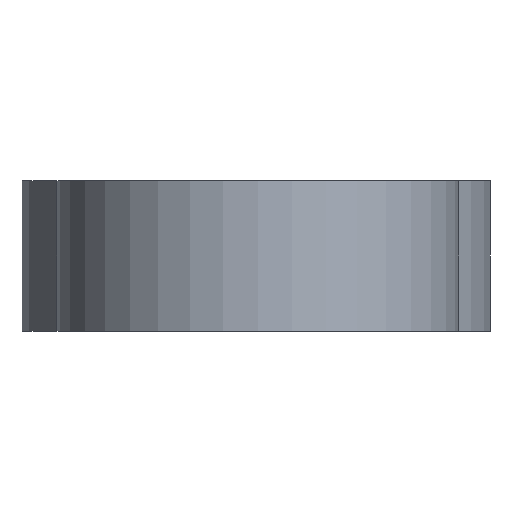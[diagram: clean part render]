
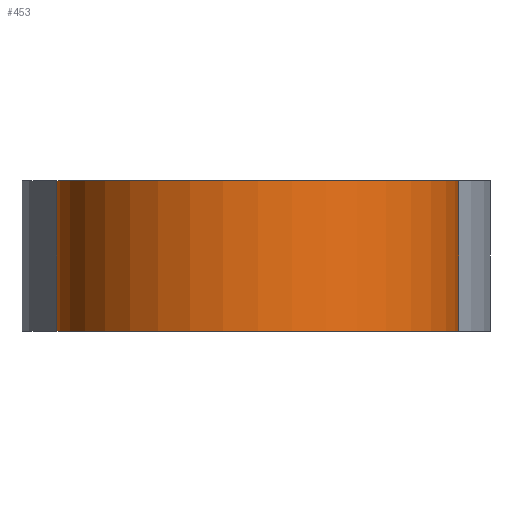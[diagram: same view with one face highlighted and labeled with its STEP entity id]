
A CAD part, front view. The second image highlights one B-rep face of the part: STEP entity #453.
In plain terms, the highlighted cylindrical face has radius 5.35 mm (diameter 10.7 mm), a partial arc.
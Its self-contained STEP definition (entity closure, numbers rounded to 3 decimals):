
#12=CIRCLE('',#491,5.35);
#13=CIRCLE('',#492,5.35);
#22=CYLINDRICAL_SURFACE('',#490,5.35);
#31=ORIENTED_EDGE('',*,*,#163,.T.);
#32=ORIENTED_EDGE('',*,*,#164,.F.);
#33=ORIENTED_EDGE('',*,*,#165,.F.);
#34=ORIENTED_EDGE('',*,*,#160,.T.);
#160=EDGE_CURVE('',#227,#225,#270,.T.);
#163=EDGE_CURVE('',#225,#229,#12,.T.);
#164=EDGE_CURVE('',#230,#229,#273,.T.);
#165=EDGE_CURVE('',#227,#230,#13,.T.);
#225=VERTEX_POINT('',#652);
#227=VERTEX_POINT('',#655);
#229=VERTEX_POINT('',#661);
#230=VERTEX_POINT('',#663);
#270=LINE('',#654,#326);
#273=LINE('',#662,#329);
#326=VECTOR('',#528,1000.);
#329=VECTOR('',#535,1000.);
#382=EDGE_LOOP('',(#31,#32,#33,#34));
#408=FACE_BOUND('',#382,.T.);
#453=ADVANCED_FACE('',(#408),#22,.T.);
#490=AXIS2_PLACEMENT_3D('',#659,#531,#532);
#491=AXIS2_PLACEMENT_3D('',#660,#533,#534);
#492=AXIS2_PLACEMENT_3D('',#664,#536,#537);
#528=DIRECTION('',(0.,0.,-1.));
#531=DIRECTION('',(0.,0.,-1.));
#532=DIRECTION('',(-1.,0.,0.));
#533=DIRECTION('',(0.,0.,1.));
#534=DIRECTION('',(1.,0.,0.));
#535=DIRECTION('',(0.,0.,-1.));
#536=DIRECTION('',(0.,0.,1.));
#537=DIRECTION('',(1.,0.,0.));
#652=CARTESIAN_POINT('',(-2.8,-29.398,0.));
#654=CARTESIAN_POINT('',(-2.8,-29.398,4.));
#655=CARTESIAN_POINT('',(-2.8,-29.398,4.));
#659=CARTESIAN_POINT('',(0.,-33.957,4.));
#660=CARTESIAN_POINT('',(0.,-33.957,0.));
#661=CARTESIAN_POINT('',(2.8,-29.398,0.));
#662=CARTESIAN_POINT('',(2.8,-29.398,4.));
#663=CARTESIAN_POINT('',(2.8,-29.398,4.));
#664=CARTESIAN_POINT('',(0.,-33.957,4.));
